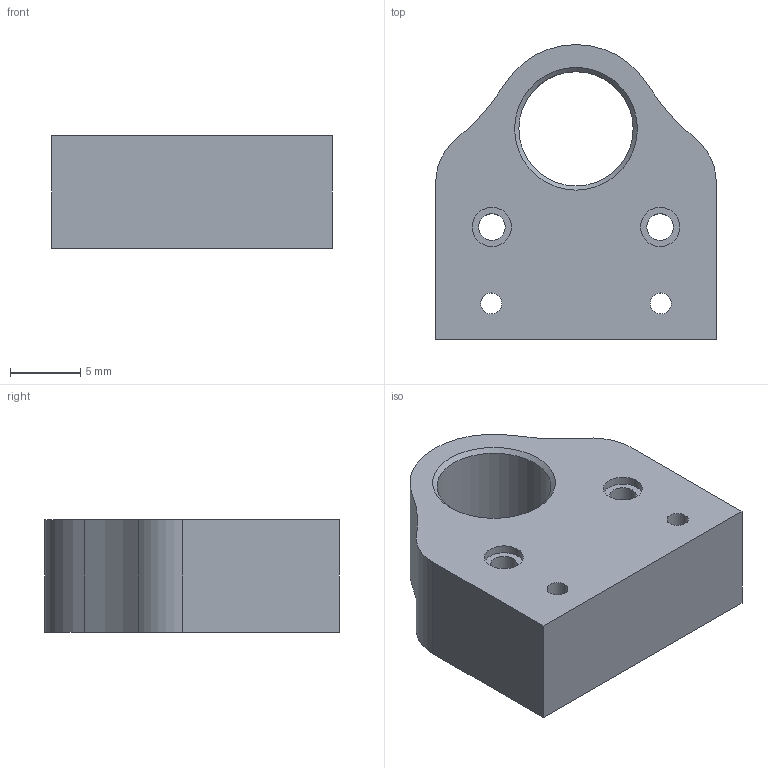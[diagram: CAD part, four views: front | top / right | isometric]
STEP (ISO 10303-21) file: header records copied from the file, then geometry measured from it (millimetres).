
FILE_DESCRIPTION(/* description */ ('STEP AP242','CAx-IF Rec.Pracs.---Representation and Presentation of Product Manufacturing Information (PMI)---4.0---2014-10-13','CAx-IF Rec.Pracs.---3D Tessellated Geometry---0.4---2014-09-14','2;1'),/* implementation_level */ '2;1');
FILE_NAME(/* name */ '68658cb72ff03b2b5464e47b',/* time_stamp */ '2025-07-02T19:47:03Z',/* author */ (''),/* organization */ (''),/* preprocessor_version */ 'ST-DEVELOPER v20',/* originating_system */ 'ONSHAPE BY PTC INC, 1.200',/* authorisation */ ' ');
FILE_SCHEMA (('AP242_MANAGED_MODEL_BASED_3D_ENGINEERING_MIM_LF { 1 0 10303 442 1 1 4 }'));
Length unit declared in the file: metre
Products named in the file (1): Finger_Frame-1
Bounding box: 20 x 21 x 8 mm (x, y, z)
Volume: 2337 mm3; surface area: 1535.9 mm2
Topology: 1 solids, 1 shells, 25 faces, 56 edges, 37 vertices
Faces by surface type: cylinder 14, plane 9, cone 2
Full cylindrical faces by diameter (mm): 1.5 x2, 1.9 x2, 2.2 x2, 2.8 x2, 8.15 x1
Entity records: 690 total; most frequent: DIRECTION 126, CARTESIAN_POINT 106, ORIENTED_EDGE 88, AXIS2_PLACEMENT_3D 56, EDGE_LOOP 50, FACE_BOUND 50, EDGE_CURVE 44, VERTEX_POINT 36
